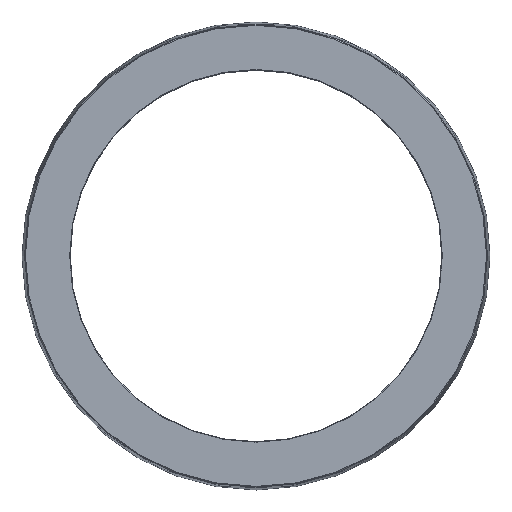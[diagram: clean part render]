
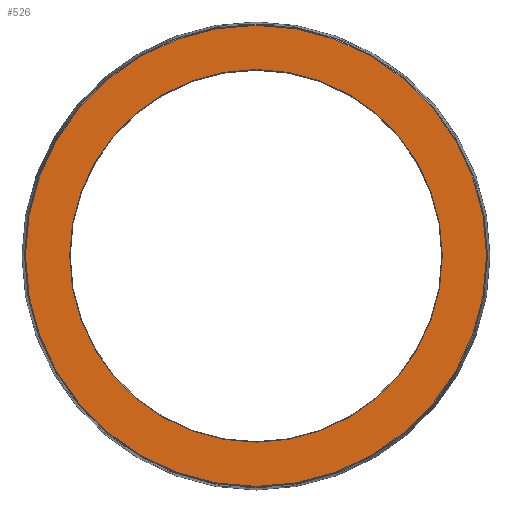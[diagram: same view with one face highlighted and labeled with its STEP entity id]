
A CAD part, top view. The second image highlights one B-rep face of the part: STEP entity #526.
In plain terms, the highlighted planar face has unit normal (0, 0, 1).
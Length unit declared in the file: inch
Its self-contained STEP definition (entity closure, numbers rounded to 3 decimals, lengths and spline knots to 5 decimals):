
#1 = EDGE_LOOP ( 'NONE', ( #71, #508 ) ) ;
#13 = DIRECTION ( 'NONE',  ( 1., 0., 0. ) ) ;
#30 = DIRECTION ( 'NONE',  ( 1., 0., 0. ) ) ;
#38 = VERTEX_POINT ( 'NONE', #264 ) ;
#40 = VERTEX_POINT ( 'NONE', #48 ) ;
#48 = CARTESIAN_POINT ( 'NONE',  ( 6.28039, 0., 4.5 ) ) ;
#55 = AXIS2_PLACEMENT_3D ( 'NONE', #93, #405, #321 ) ;
#66 = CARTESIAN_POINT ( 'NONE',  ( 0., 0., 4.5 ) ) ;
#71 = ORIENTED_EDGE ( 'NONE', *, *, #168, .T. ) ;
#74 = EDGE_CURVE ( 'NONE', #40, #200, #382, .T. ) ;
#76 = CARTESIAN_POINT ( 'NONE',  ( 0., 0., 4.5 ) ) ;
#93 = CARTESIAN_POINT ( 'NONE',  ( 0., 0., 4.5 ) ) ;
#98 = DIRECTION ( 'NONE',  ( 0., 0., -1. ) ) ;
#99 = AXIS2_PLACEMENT_3D ( 'NONE', #493, #98, #13 ) ;
#104 = CIRCLE ( 'NONE', #345, 6.28039 ) ;
#168 = EDGE_CURVE ( 'NONE', #200, #40, #104, .T. ) ;
#190 = DIRECTION ( 'NONE',  ( 1., 0., 0. ) ) ;
#199 = AXIS2_PLACEMENT_3D ( 'NONE', #76, #279, #30 ) ;
#200 = VERTEX_POINT ( 'NONE', #331 ) ;
#240 = DIRECTION ( 'NONE',  ( 1., 0., 0. ) ) ;
#244 = FACE_BOUND ( 'NONE', #424, .T. ) ;
#260 = VERTEX_POINT ( 'NONE', #391 ) ;
#264 = CARTESIAN_POINT ( 'NONE',  ( -5.0755, 0., 4.5 ) ) ;
#279 = DIRECTION ( 'NONE',  ( 0., 0., 1. ) ) ;
#288 = FACE_OUTER_BOUND ( 'NONE', #1, .T. ) ;
#321 = DIRECTION ( 'NONE',  ( 1., 0., 0. ) ) ;
#331 = CARTESIAN_POINT ( 'NONE',  ( -6.28039, 0., 4.5 ) ) ;
#345 = AXIS2_PLACEMENT_3D ( 'NONE', #66, #531, #190 ) ;
#382 = CIRCLE ( 'NONE', #437, 6.28039 ) ;
#391 = CARTESIAN_POINT ( 'NONE',  ( 5.0755, 0., 4.5 ) ) ;
#405 = DIRECTION ( 'NONE',  ( 0., 0., -1. ) ) ;
#407 = EDGE_CURVE ( 'NONE', #260, #38, #530, .T. ) ;
#424 = EDGE_LOOP ( 'NONE', ( #464, #519 ) ) ;
#437 = AXIS2_PLACEMENT_3D ( 'NONE', #460, #457, #240 ) ;
#446 = EDGE_CURVE ( 'NONE', #38, #260, #520, .T. ) ;
#457 = DIRECTION ( 'NONE',  ( 0., 0., 1. ) ) ;
#460 = CARTESIAN_POINT ( 'NONE',  ( 0., 0., 4.5 ) ) ;
#464 = ORIENTED_EDGE ( 'NONE', *, *, #407, .T. ) ;
#493 = CARTESIAN_POINT ( 'NONE',  ( 0., 0., 4.5 ) ) ;
#500 = PLANE ( 'NONE',  #199 ) ;
#508 = ORIENTED_EDGE ( 'NONE', *, *, #74, .T. ) ;
#519 = ORIENTED_EDGE ( 'NONE', *, *, #446, .T. ) ;
#520 = CIRCLE ( 'NONE', #99, 5.0755 ) ;
#526 = ADVANCED_FACE ( 'NONE', ( #244, #288 ), #500, .T. ) ;
#530 = CIRCLE ( 'NONE', #55, 5.0755 ) ;
#531 = DIRECTION ( 'NONE',  ( 0., 0., 1. ) ) ;
